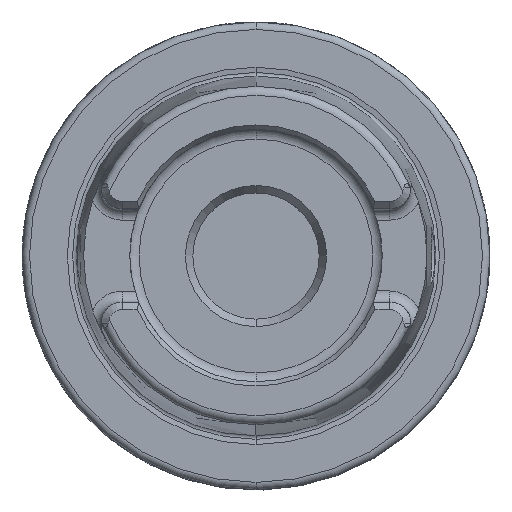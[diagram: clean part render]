
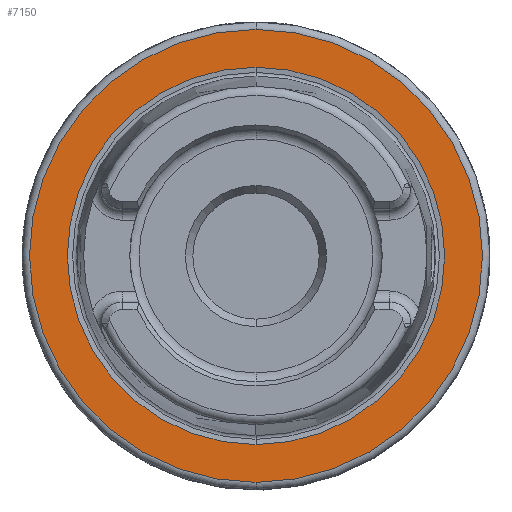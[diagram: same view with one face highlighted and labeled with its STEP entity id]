
A CAD part, top view. The second image highlights one B-rep face of the part: STEP entity #7150.
In plain terms, the highlighted planar face has unit normal (0, 0, 1).
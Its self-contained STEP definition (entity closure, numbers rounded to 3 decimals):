
#1264=CARTESIAN_POINT('',(0,0,26));
#1265=DIRECTION('',(0,0,-1));
#1266=DIRECTION('',(0,1,0));
#1267=AXIS2_PLACEMENT_3D('',#1264,#1265,#1266);
#1277=CARTESIAN_POINT('',(0,0,26));
#1278=DIRECTION('',(0,0,1));
#1279=DIRECTION('',(0,1,0));
#1280=AXIS2_PLACEMENT_3D('',#1277,#1278,#1279);
#1282=CARTESIAN_POINT('',(0,0,26));
#1283=DIRECTION('',(0,0,1));
#1284=DIRECTION('',(0,1,0));
#1285=AXIS2_PLACEMENT_3D('',#1282,#1283,#1284);
#1287=CARTESIAN_POINT('',(0,0,26));
#1288=DIRECTION('',(0,0,1));
#1289=DIRECTION('',(0,-1,0));
#1290=AXIS2_PLACEMENT_3D('',#1287,#1288,#1289);
#5044=CARTESIAN_POINT('',(0,25.409,26));
#5046=VERTEX_POINT('',#5044);
#5080=CARTESIAN_POINT('',(0,-25.409,26));
#5082=VERTEX_POINT('',#5080);
#5146=CARTESIAN_POINT('',(0,30.5,26));
#5147=CARTESIAN_POINT('',(0,-30.5,26));
#5148=VERTEX_POINT('',#5146);
#5149=VERTEX_POINT('',#5147);
#7135=CARTESIAN_POINT('',(0,0,26));
#7136=DIRECTION('',(0,0,-1));
#7137=DIRECTION('',(0,-1,0));
#7138=AXIS2_PLACEMENT_3D('',#7135,#7136,#7137);
#7139=PLANE('',#7138);
#7141=ORIENTED_EDGE('',*,*,#7140,.F.);
#7143=ORIENTED_EDGE('',*,*,#7142,.F.);
#7144=EDGE_LOOP('',(#7141,#7143));
#7145=FACE_OUTER_BOUND('',#7144,.F.);
#7146=ORIENTED_EDGE('',*,*,#7130,.T.);
#7147=ORIENTED_EDGE('',*,*,#7114,.F.);
#7148=EDGE_LOOP('',(#7146,#7147));
#7149=FACE_BOUND('',#7148,.F.);
#7150=ADVANCED_FACE('',(#7145,#7149),#7139,.F.);
#1268=CIRCLE('',#1267,25.409);
#1281=CIRCLE('',#1280,25.409);
#1286=CIRCLE('',#1285,30.5);
#1291=CIRCLE('',#1290,30.5);
#7114=EDGE_CURVE('',#5046,#5082,#1268,.T.);
#7130=EDGE_CURVE('',#5046,#5082,#1281,.T.);
#7140=EDGE_CURVE('',#5148,#5149,#1286,.T.);
#7142=EDGE_CURVE('',#5149,#5148,#1291,.T.);
